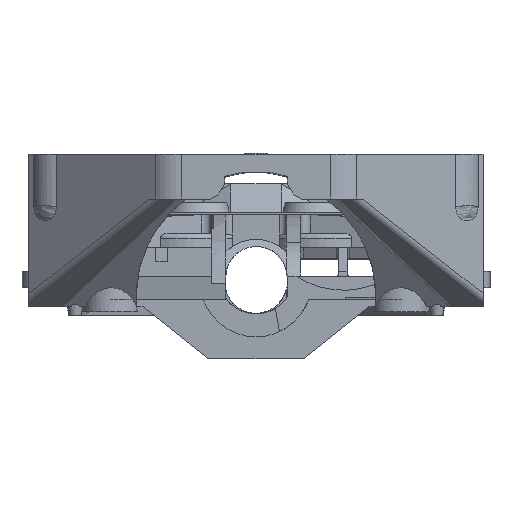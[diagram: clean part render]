
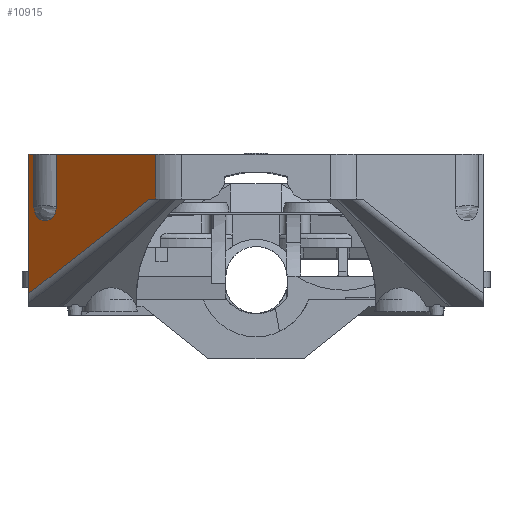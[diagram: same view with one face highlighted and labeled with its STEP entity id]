
A CAD part, front view. The second image highlights one B-rep face of the part: STEP entity #10915.
In plain terms, the highlighted planar face has unit normal (-0.669, -0.743, 0).
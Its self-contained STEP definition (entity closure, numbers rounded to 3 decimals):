
#721=PLANE('',#11490);
#1081=FACE_OUTER_BOUND('',#1684,.T.);
#1684=EDGE_LOOP('',(#7714,#7715,#7716,#7717,#7718,#7719,#7720,#7721,#7722,
#7723,#7724));
#2275=LINE('',#15823,#3238);
#2344=LINE('',#17265,#3307);
#2345=LINE('',#17268,#3308);
#2346=LINE('',#17270,#3309);
#2347=LINE('',#17272,#3310);
#2348=LINE('',#17274,#3311);
#2349=LINE('',#17291,#3312);
#2350=LINE('',#17308,#3313);
#2351=LINE('',#17309,#3314);
#3238=VECTOR('',#12434,10.);
#3307=VECTOR('',#12555,10.);
#3308=VECTOR('',#12558,10.);
#3309=VECTOR('',#12559,10.);
#3310=VECTOR('',#12560,10.);
#3311=VECTOR('',#12561,10.);
#3312=VECTOR('',#12562,10.);
#3313=VECTOR('',#12563,10.);
#3314=VECTOR('',#12564,10.);
#4304=B_SPLINE_CURVE_WITH_KNOTS('',3,(#17276,#17277,#17278,#17279,#17280,
#17281,#17282,#17283,#17284,#17285,#17286,#17287,#17288,#17289),
 .UNSPECIFIED.,.F.,.F.,(4,2,2,2,2,2,4),(0.,0.123,0.24,
0.351,0.411,0.443,0.445),
 .UNSPECIFIED.);
#4305=B_SPLINE_CURVE_WITH_KNOTS('',3,(#17293,#17294,#17295,#17296,#17297,
#17298,#17299,#17300,#17301,#17302,#17303,#17304,#17305,#17306),
 .UNSPECIFIED.,.F.,.F.,(4,2,2,2,2,2,4),(-0.001,0.,0.037,
0.098,0.201,0.317,0.439),
 .UNSPECIFIED.);
#4532=VERTEX_POINT('',#15821);
#4533=VERTEX_POINT('',#15822);
#4656=VERTEX_POINT('',#17263);
#4657=VERTEX_POINT('',#17267);
#4658=VERTEX_POINT('',#17269);
#4659=VERTEX_POINT('',#17271);
#4660=VERTEX_POINT('',#17273);
#4661=VERTEX_POINT('',#17275);
#4662=VERTEX_POINT('',#17290);
#4663=VERTEX_POINT('',#17292);
#4664=VERTEX_POINT('',#17307);
#5681=EDGE_CURVE('',#4532,#4533,#2275,.T.);
#5843=EDGE_CURVE('',#4656,#4532,#2344,.T.);
#5844=EDGE_CURVE('',#4657,#4656,#2345,.T.);
#5845=EDGE_CURVE('',#4658,#4657,#2346,.T.);
#5846=EDGE_CURVE('',#4658,#4659,#2347,.T.);
#5847=EDGE_CURVE('',#4659,#4660,#2348,.T.);
#5848=EDGE_CURVE('',#4661,#4660,#4304,.F.);
#5849=EDGE_CURVE('',#4661,#4662,#2349,.T.);
#5850=EDGE_CURVE('',#4662,#4663,#4305,.T.);
#5851=EDGE_CURVE('',#4663,#4664,#2350,.T.);
#5852=EDGE_CURVE('',#4664,#4533,#2351,.T.);
#7714=ORIENTED_EDGE('',*,*,#5844,.F.);
#7715=ORIENTED_EDGE('',*,*,#5845,.F.);
#7716=ORIENTED_EDGE('',*,*,#5846,.T.);
#7717=ORIENTED_EDGE('',*,*,#5847,.T.);
#7718=ORIENTED_EDGE('',*,*,#5848,.F.);
#7719=ORIENTED_EDGE('',*,*,#5849,.T.);
#7720=ORIENTED_EDGE('',*,*,#5850,.T.);
#7721=ORIENTED_EDGE('',*,*,#5851,.T.);
#7722=ORIENTED_EDGE('',*,*,#5852,.T.);
#7723=ORIENTED_EDGE('',*,*,#5681,.F.);
#7724=ORIENTED_EDGE('',*,*,#5843,.F.);
#10915=ADVANCED_FACE('',(#1081),#721,.T.);
#11490=AXIS2_PLACEMENT_3D('',#17266,#12556,#12557);
#12434=DIRECTION('',(0.,0.,1.));
#12555=DIRECTION('',(-0.642,0.578,-0.504));
#12556=DIRECTION('center_axis',(-0.669,-0.743,0.));
#12557=DIRECTION('ref_axis',(-0.743,0.669,0.));
#12558=DIRECTION('',(-0.743,0.669,0.));
#12559=DIRECTION('',(0.,0.,-1.));
#12560=DIRECTION('',(-0.743,0.669,0.));
#12561=DIRECTION('',(0.,0.,-1.));
#12562=DIRECTION('',(-0.743,0.669,0.));
#12563=DIRECTION('',(0.,0.,1.));
#12564=DIRECTION('',(-0.743,0.669,0.));
#15821=CARTESIAN_POINT('',(-48.034,-221.671,-14.696));
#15822=CARTESIAN_POINT('',(-48.034,-221.671,14.8));
#15823=CARTESIAN_POINT('',(-48.034,-221.671,2.3));
#17263=CARTESIAN_POINT('',(-22.543,-244.615,5.3));
#17265=CARTESIAN_POINT('',(-23.558,-243.702,4.504));
#17266=CARTESIAN_POINT('Origin',(-18.676,-248.096,4.));
#17267=CARTESIAN_POINT('',(-21.221,-245.805,5.3));
#17268=CARTESIAN_POINT('',(-20.012,-246.894,5.3));
#17269=CARTESIAN_POINT('',(-21.221,-245.805,14.8));
#17270=CARTESIAN_POINT('',(-21.221,-245.805,7.9));
#17271=CARTESIAN_POINT('',(-42.23,-226.895,14.8));
#17272=CARTESIAN_POINT('',(-18.313,-248.423,14.8));
#17273=CARTESIAN_POINT('',(-42.23,-226.895,3.754));
#17274=CARTESIAN_POINT('',(-42.23,-226.895,14.8));
#17275=CARTESIAN_POINT('',(-44.236,-225.089,0.8));
#17276=CARTESIAN_POINT('Ctrl Pts',(-42.23,-226.895,
3.754));
#17277=CARTESIAN_POINT('Ctrl Pts',(-42.23,-226.895,
3.345));
#17278=CARTESIAN_POINT('Ctrl Pts',(-42.289,-226.842,
2.94));
#17279=CARTESIAN_POINT('Ctrl Pts',(-42.519,-226.635,
2.201));
#17280=CARTESIAN_POINT('Ctrl Pts',(-42.682,-226.488,1.87));
#17281=CARTESIAN_POINT('Ctrl Pts',(-43.083,-226.127,1.334));
#17282=CARTESIAN_POINT('Ctrl Pts',(-43.313,-225.921,
1.125));
#17283=CARTESIAN_POINT('Ctrl Pts',(-43.701,-225.571,
0.911));
#17284=CARTESIAN_POINT('Ctrl Pts',(-43.843,-225.443,
0.856));
#17285=CARTESIAN_POINT('Ctrl Pts',(-44.067,-225.241,
0.81));
#17286=CARTESIAN_POINT('Ctrl Pts',(-44.148,-225.169,
0.801));
#17287=CARTESIAN_POINT('Ctrl Pts',(-44.23,-225.094,
0.8));
#17288=CARTESIAN_POINT('Ctrl Pts',(-44.233,-225.092,
0.8));
#17289=CARTESIAN_POINT('Ctrl Pts',(-44.236,-225.089,0.8));
#17290=CARTESIAN_POINT('',(-44.98,-224.42,0.8));
#17291=CARTESIAN_POINT('',(-31.642,-236.426,0.8));
#17292=CARTESIAN_POINT('',(-46.986,-222.614,3.754));
#17293=CARTESIAN_POINT('Ctrl Pts',(-44.98,-224.42,
0.8));
#17294=CARTESIAN_POINT('Ctrl Pts',(-44.982,-224.418,
0.8));
#17295=CARTESIAN_POINT('Ctrl Pts',(-44.985,-224.415,
0.8));
#17296=CARTESIAN_POINT('Ctrl Pts',(-45.08,-224.33,
0.801));
#17297=CARTESIAN_POINT('Ctrl Pts',(-45.173,-224.246,
0.813));
#17298=CARTESIAN_POINT('Ctrl Pts',(-45.414,-224.029,
0.87));
#17299=CARTESIAN_POINT('Ctrl Pts',(-45.561,-223.897,
0.932));
#17300=CARTESIAN_POINT('Ctrl Pts',(-45.934,-223.561,
1.153));
#17301=CARTESIAN_POINT('Ctrl Pts',(-46.146,-223.37,
1.352));
#17302=CARTESIAN_POINT('Ctrl Pts',(-46.534,-223.021,
1.87));
#17303=CARTESIAN_POINT('Ctrl Pts',(-46.697,-222.874,
2.2));
#17304=CARTESIAN_POINT('Ctrl Pts',(-46.927,-222.668,2.94));
#17305=CARTESIAN_POINT('Ctrl Pts',(-46.986,-222.614,
3.345));
#17306=CARTESIAN_POINT('Ctrl Pts',(-46.986,-222.614,
3.754));
#17307=CARTESIAN_POINT('',(-46.986,-222.614,14.8));
#17308=CARTESIAN_POINT('',(-46.986,-222.614,14.8));
#17309=CARTESIAN_POINT('',(-18.313,-248.423,14.8));
